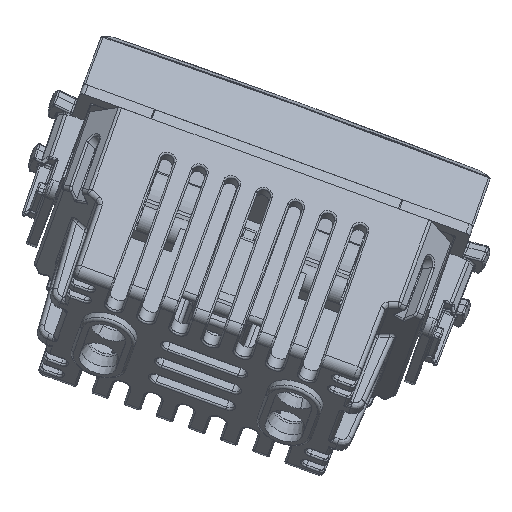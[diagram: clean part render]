
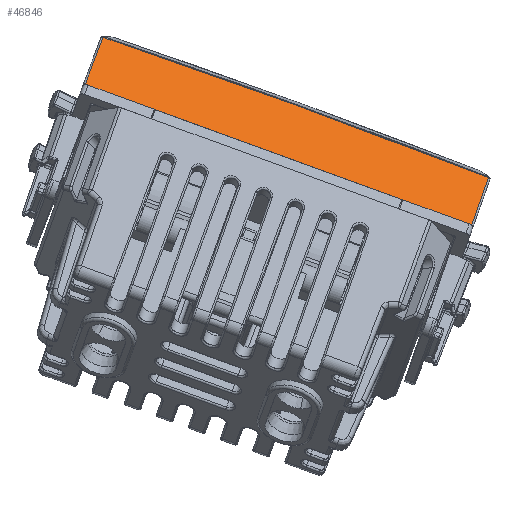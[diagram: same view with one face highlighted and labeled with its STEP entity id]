
A CAD part, left-side view. The second image highlights one B-rep face of the part: STEP entity #46846.
In plain terms, the highlighted face is planar.
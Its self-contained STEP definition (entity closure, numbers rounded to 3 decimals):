
#46106=CARTESIAN_POINT('Vertex',(-22.193,-11.118,7.795)) ;
#46109=CARTESIAN_POINT('Line Origine',(-23.884,-11.133,6.133)) ;
#46113=CARTESIAN_POINT('Vertex',(-22.189,-11.118,7.799)) ;
#46272=CARTESIAN_POINT('Control Point',(22.189,-11.118,7.799)) ;
#46273=CARTESIAN_POINT('Control Point',(13.316,-11.116,8.033)) ;
#46274=CARTESIAN_POINT('Control Point',(4.44,-11.115,8.151)) ;
#46275=CARTESIAN_POINT('Control Point',(-4.439,-11.115,8.151)) ;
#46276=CARTESIAN_POINT('Control Point',(-13.316,-11.116,8.033)) ;
#46277=CARTESIAN_POINT('Control Point',(-22.189,-11.118,7.799)) ;
#46278=CARTESIAN_POINT('Vertex',(22.189,-11.118,7.799)) ;
#46364=CARTESIAN_POINT('Line Origine',(23.884,-11.133,6.133)) ;
#46368=CARTESIAN_POINT('Vertex',(22.193,-11.118,7.795)) ;
#46784=CARTESIAN_POINT('Axis2P3D Location',(0.,-11.175,1.275)) ;
#46790=CARTESIAN_POINT('Control Point',(22.193,-11.118,7.795)) ;
#46791=CARTESIAN_POINT('Control Point',(22.25,-11.175,1.275)) ;
#46792=CARTESIAN_POINT('Vertex',(22.25,-11.175,1.275)) ;
#46796=CARTESIAN_POINT('Control Point',(-22.193,-11.118,7.795)) ;
#46797=CARTESIAN_POINT('Control Point',(-22.25,-11.175,1.275)) ;
#46798=CARTESIAN_POINT('Vertex',(-22.25,-11.175,1.275)) ;
#46801=CARTESIAN_POINT('Line Origine',(0.,-11.175,1.275)) ;
#46805=CARTESIAN_POINT('Vertex',(-21.95,-11.175,1.275)) ;
#46808=CARTESIAN_POINT('Line Origine',(0.,-11.175,1.275)) ;
#46812=CARTESIAN_POINT('Vertex',(-14.3,-11.175,1.275)) ;
#46815=CARTESIAN_POINT('Line Origine',(0.,-11.175,1.275)) ;
#46819=CARTESIAN_POINT('Vertex',(14.3,-11.175,1.275)) ;
#46822=CARTESIAN_POINT('Line Origine',(0.,-11.175,1.275)) ;
#46826=CARTESIAN_POINT('Vertex',(21.95,-11.175,1.275)) ;
#46829=CARTESIAN_POINT('Line Origine',(0.,-11.175,1.275)) ;
#46110=DIRECTION('Vector Direction',(-0.713,-0.006,-0.701)) ;
#46365=DIRECTION('Vector Direction',(0.713,-0.006,-0.701)) ;
#46785=DIRECTION('Axis2P3D Direction',(0.,-1.,0.009)) ;
#46786=DIRECTION('Axis2P3D XDirection',(-1.,0.,0.)) ;
#46802=DIRECTION('Vector Direction',(-1.,0.,0.)) ;
#46809=DIRECTION('Vector Direction',(-1.,0.,0.)) ;
#46816=DIRECTION('Vector Direction',(-1.,0.,0.)) ;
#46823=DIRECTION('Vector Direction',(-1.,0.,0.)) ;
#46830=DIRECTION('Vector Direction',(-1.,0.,0.)) ;
#46787=AXIS2_PLACEMENT_3D('Plane Axis2P3D',#46784,#46785,#46786) ;
#46835=ORIENTED_EDGE('',*,*,#46794,.F.) ;
#46836=ORIENTED_EDGE('',*,*,#46370,.F.) ;
#46837=ORIENTED_EDGE('',*,*,#46280,.F.) ;
#46838=ORIENTED_EDGE('',*,*,#46115,.F.) ;
#46839=ORIENTED_EDGE('',*,*,#46800,.F.) ;
#46840=ORIENTED_EDGE('',*,*,#46807,.F.) ;
#46841=ORIENTED_EDGE('',*,*,#46814,.T.) ;
#46842=ORIENTED_EDGE('',*,*,#46821,.F.) ;
#46843=ORIENTED_EDGE('',*,*,#46828,.F.) ;
#46844=ORIENTED_EDGE('',*,*,#46833,.F.) ;
#46111=VECTOR('Line Direction',#46110,1.) ;
#46366=VECTOR('Line Direction',#46365,1.) ;
#46803=VECTOR('Line Direction',#46802,1.) ;
#46810=VECTOR('Line Direction',#46809,1.) ;
#46817=VECTOR('Line Direction',#46816,1.) ;
#46824=VECTOR('Line Direction',#46823,1.) ;
#46831=VECTOR('Line Direction',#46830,1.) ;
#46846=ADVANCED_FACE('mostrina',(#46845),#46788,.T.) ;
#46271=B_SPLINE_CURVE_WITH_KNOTS('',5,(#46272,#46273,#46274,#46275,#46276,#46277),.UNSPECIFIED.,.F.,.U.,(6,6),(15.956,92.863),.UNSPECIFIED.) ;
#46789=B_SPLINE_CURVE_WITH_KNOTS('',1,(#46790,#46791),.UNSPECIFIED.,.F.,.U.,(2,2),(-12.958,-6.438),.UNSPECIFIED.) ;
#46795=B_SPLINE_CURVE_WITH_KNOTS('',1,(#46796,#46797),.UNSPECIFIED.,.F.,.U.,(2,2),(-12.958,-6.438),.UNSPECIFIED.) ;
#46115=EDGE_CURVE('',#46107,#46114,#46112,.F.) ;
#46280=EDGE_CURVE('',#46114,#46279,#46271,.F.) ;
#46370=EDGE_CURVE('',#46279,#46369,#46367,.T.) ;
#46794=EDGE_CURVE('',#46369,#46793,#46789,.T.) ;
#46800=EDGE_CURVE('',#46799,#46107,#46795,.F.) ;
#46807=EDGE_CURVE('',#46806,#46799,#46804,.T.) ;
#46814=EDGE_CURVE('',#46806,#46813,#46811,.F.) ;
#46821=EDGE_CURVE('',#46820,#46813,#46818,.T.) ;
#46828=EDGE_CURVE('',#46827,#46820,#46825,.T.) ;
#46833=EDGE_CURVE('',#46793,#46827,#46832,.T.) ;
#46834=EDGE_LOOP('',(#46835,#46836,#46837,#46838,#46839,#46840,#46841,#46842,#46843,#46844)) ;
#46845=FACE_OUTER_BOUND('',#46834,.T.) ;
#46112=LINE('Line',#46109,#46111) ;
#46367=LINE('Line',#46364,#46366) ;
#46804=LINE('Line',#46801,#46803) ;
#46811=LINE('Line',#46808,#46810) ;
#46818=LINE('Line',#46815,#46817) ;
#46825=LINE('Line',#46822,#46824) ;
#46832=LINE('Line',#46829,#46831) ;
#46788=PLANE('',#46787) ;
#46107=VERTEX_POINT('',#46106) ;
#46114=VERTEX_POINT('',#46113) ;
#46279=VERTEX_POINT('',#46278) ;
#46369=VERTEX_POINT('',#46368) ;
#46793=VERTEX_POINT('',#46792) ;
#46799=VERTEX_POINT('',#46798) ;
#46806=VERTEX_POINT('',#46805) ;
#46813=VERTEX_POINT('',#46812) ;
#46820=VERTEX_POINT('',#46819) ;
#46827=VERTEX_POINT('',#46826) ;
